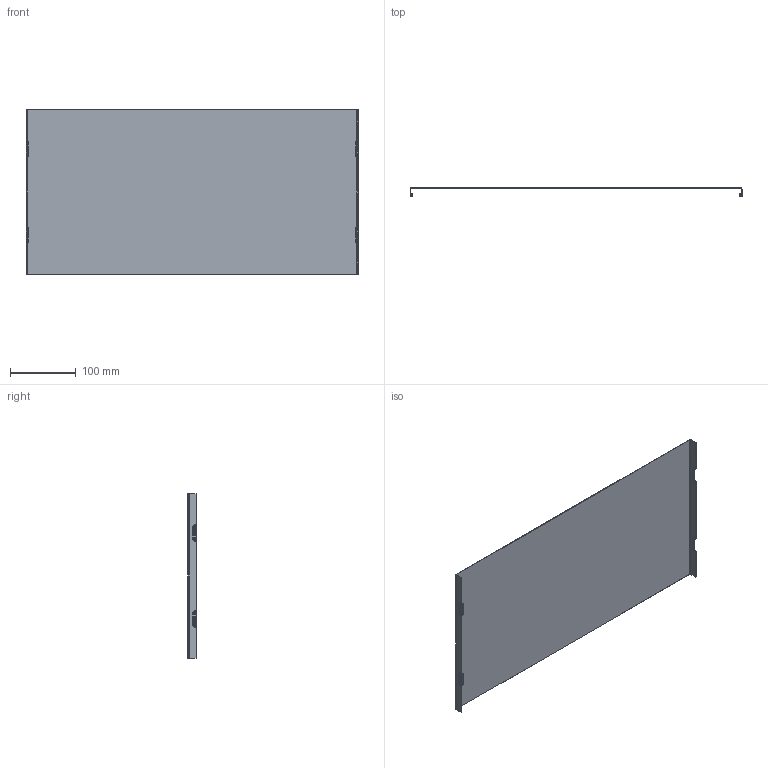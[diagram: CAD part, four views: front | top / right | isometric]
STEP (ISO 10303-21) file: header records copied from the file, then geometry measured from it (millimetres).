
FILE_DESCRIPTION(/* description */ (''),/* implementation_level */ '2;1');
FILE_NAME(/* name */ 'KTDVplus-50x500.ipt.stp',/* time_stamp */ '2023-05-25T17:02:21+03:00',/* author */ ('Ртищев А.О.'),/* organization */ (''),/* preprocessor_version */ 'ST-DEVELOPER v19.2',/* originating_system */ 'Autodesk Inventor 2023',/* authorisation */ '');
FILE_SCHEMA (('AUTOMOTIVE_DESIGN { 1 0 10303 214 3 1 1 }'));
Length unit declared in the file: millimetre
Products named in the file (1): Т-отвод вертикальный 
вниз 50*500 "ПЛЮС"
Bounding box: 504 x 12.5 x 250 mm (x, y, z)
Volume: 131711 mm3; surface area: 264726.9 mm2
Topology: 1 solids, 1 shells, 102 faces, 252 edges, 152 vertices
Faces by surface type: plane 34, torus 32, cylinder 20, cone 16
Entity records: 3182 total; most frequent: DIRECTION 594, CARTESIAN_POINT 507, ORIENTED_EDGE 504, EDGE_CURVE 252, AXIS2_PLACEMENT_3D 239, VERTEX_POINT 152, CIRCLE 136, LINE 116
